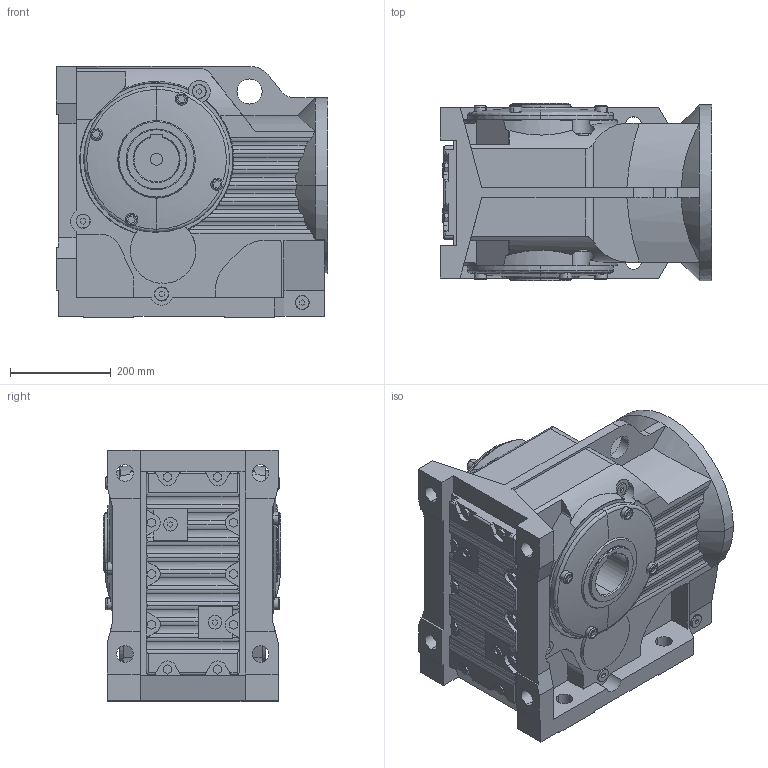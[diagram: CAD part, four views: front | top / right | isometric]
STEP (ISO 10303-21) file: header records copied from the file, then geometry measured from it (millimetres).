
FILE_DESCRIPTION(('STEP AP214'),'1');
FILE_NAME('cctmp_A22AE54D-9AB4-492F-8657-C2F88716D523_2021_3_26_7_23_34_503..stp','2021-03-26T06:23:35',('SEW-EURODRIVE GmbH & Co KG'),('CADClick - www.CADClick.com'),'Spatial InterOp 3D postprocessed',' ','unknown authorization');
FILE_SCHEMA(('AUTOMOTIVE_DESIGN'));
Length unit declared in the file: millimetre
Products named in the file (1): 2021_03_26__07-23-34-487
Bounding box: 541 x 353 x 500 mm (x, y, z)
Volume: 66952787.8 mm3; surface area: 1512446 mm2
Topology: 1 solids, 3 shells, 744 faces, 1988 edges, 1304 vertices
Faces by surface type: plane 423, cylinder 277, torus 24, cone 20
Entity records: 28624 total; most frequent: CARTESIAN_POINT 7789, ORIENTED_EDGE 3976, DIRECTION 3715, EDGE_CURVE 1988, VERTEX_POINT 1304, LINE 1251, VECTOR 1251, AXIS2_PLACEMENT_3D 1232
